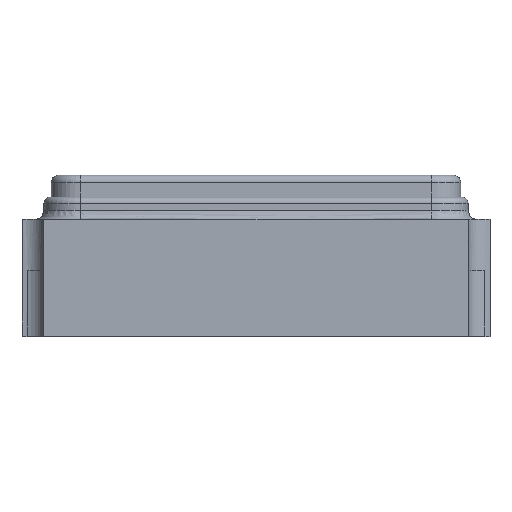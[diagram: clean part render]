
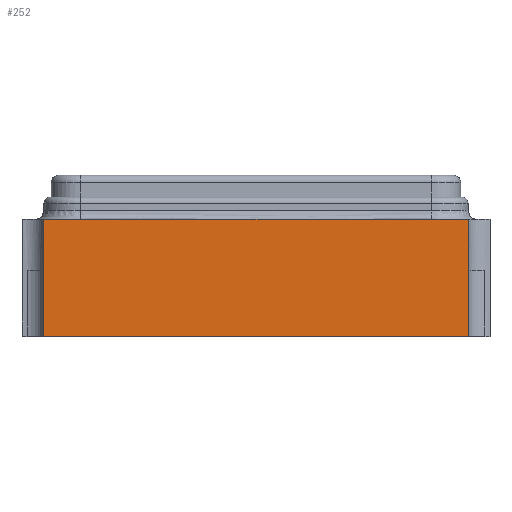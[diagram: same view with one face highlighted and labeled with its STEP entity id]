
A CAD part, top view. The second image highlights one B-rep face of the part: STEP entity #252.
In plain terms, the highlighted planar face has unit normal (0, 0, 1).
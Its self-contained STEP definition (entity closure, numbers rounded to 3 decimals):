
#63 = VERTEX_POINT ( 'NONE', #2264 ) ;
#252 = ADVANCED_FACE ( 'NONE', ( #1911 ), #1306, .F. ) ;
#270 = ORIENTED_EDGE ( 'NONE', *, *, #518, .F. ) ;
#281 = AXIS2_PLACEMENT_3D ( 'NONE', #771, #6627, #5447 ) ;
#518 = EDGE_CURVE ( 'NONE', #63, #5418, #4810, .T. ) ;
#771 = CARTESIAN_POINT ( 'NONE',  ( -1.6, 0.8, 1.25 ) ) ;
#776 = DIRECTION ( 'NONE',  ( 1., 0., 0. ) ) ;
#1306 = PLANE ( 'NONE',  #281 ) ;
#1583 = CARTESIAN_POINT ( 'NONE',  ( 1.45, 0.8, 1.25 ) ) ;
#1858 = ORIENTED_EDGE ( 'NONE', *, *, #3854, .T. ) ;
#1911 = FACE_OUTER_BOUND ( 'NONE', #3001, .T. ) ;
#2123 = LINE ( 'NONE', #6754, #3018 ) ;
#2219 = ORIENTED_EDGE ( 'NONE', *, *, #4421, .T. ) ;
#2223 = VECTOR ( 'NONE', #3540, 1000. ) ;
#2264 = CARTESIAN_POINT ( 'NONE',  ( -1.45, 0.8, 1.25 ) ) ;
#2796 = EDGE_CURVE ( 'NONE', #3165, #5418, #5396, .T. ) ;
#3001 = EDGE_LOOP ( 'NONE', ( #2219, #3898, #270, #1858 ) ) ;
#3018 = VECTOR ( 'NONE', #5050, 1000. ) ;
#3165 = VERTEX_POINT ( 'NONE', #7100 ) ;
#3389 = CARTESIAN_POINT ( 'NONE',  ( -1.45, 0., 1.25 ) ) ;
#3540 = DIRECTION ( 'NONE',  ( 0., -1., 0. ) ) ;
#3628 = CARTESIAN_POINT ( 'NONE',  ( -1.6, 0.8, 1.25 ) ) ;
#3854 = EDGE_CURVE ( 'NONE', #63, #5351, #5786, .T. ) ;
#3895 = VECTOR ( 'NONE', #776, 1000. ) ;
#3898 = ORIENTED_EDGE ( 'NONE', *, *, #2796, .T. ) ;
#4421 = EDGE_CURVE ( 'NONE', #5351, #3165, #2123, .T. ) ;
#4794 = CARTESIAN_POINT ( 'NONE',  ( 1.45, 0., 1.25 ) ) ;
#4810 = LINE ( 'NONE', #3628, #3895 ) ;
#4929 = VECTOR ( 'NONE', #6495, 1000. ) ;
#5050 = DIRECTION ( 'NONE',  ( 1., 0., 0. ) ) ;
#5351 = VERTEX_POINT ( 'NONE', #6772 ) ;
#5396 = LINE ( 'NONE', #4794, #4929 ) ;
#5418 = VERTEX_POINT ( 'NONE', #1583 ) ;
#5447 = DIRECTION ( 'NONE',  ( -1., 0., 0. ) ) ;
#5786 = LINE ( 'NONE', #3389, #2223 ) ;
#6495 = DIRECTION ( 'NONE',  ( 0., 1., 0. ) ) ;
#6627 = DIRECTION ( 'NONE',  ( 0., 0., -1. ) ) ;
#6754 = CARTESIAN_POINT ( 'NONE',  ( -1.6, 0., 1.25 ) ) ;
#6772 = CARTESIAN_POINT ( 'NONE',  ( -1.45, 0., 1.25 ) ) ;
#7100 = CARTESIAN_POINT ( 'NONE',  ( 1.45, 0., 1.25 ) ) ;
